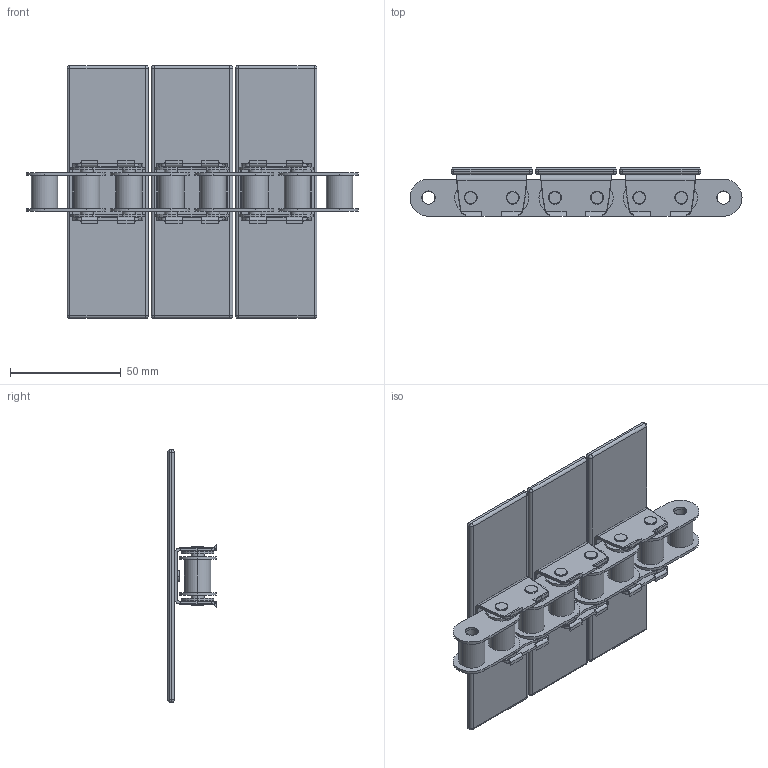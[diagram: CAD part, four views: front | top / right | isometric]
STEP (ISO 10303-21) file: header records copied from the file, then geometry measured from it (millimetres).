
FILE_DESCRIPTION (( 'STEP AP214' ), '1' );
FILE_NAME ('Rexnord-1864 S-S 1864 S K-4-12.step.step', '2021-05-11T07:38:42', ( '' ), ( '' ), 'SwSTEP 2.0', 'SolidWorks 2020', '' );
FILE_SCHEMA (( 'AUTOMOTIVE_DESIGN' ));
Length unit declared in the file: inch
Products named in the file (5): Chain; Rexnord-1864 S-S 1864 S K-4-12.step; Pin; 1864 S_S; Connector Link
Assembly tree (19 placements, depth 2):
  Rexnord-1864 S-S 1864 S K-4-12.step
    1864 S_S  x3
    Chain  x4
    Connector Link  x6
    Pin  x6
Bounding box: 150.11 x 21.84 x 114.3 mm (x, y, z)
Volume: 66311.2 mm3; surface area: 65364 mm2
Topology: 39 solids, 39 shells, 802 faces, 1839 edges, 1134 vertices
Faces by surface type: cylinder 425, plane 245, cone 36, sphere 36, bspline 36, torus 24
Entity records: 7575 total; most frequent: CARTESIAN_POINT 1779, DIRECTION 1212, ORIENTED_EDGE 1052, EDGE_CURVE 526, AXIS2_PLACEMENT_3D 493, VERTEX_POINT 324, EDGE_LOOP 274, CIRCLE 254
